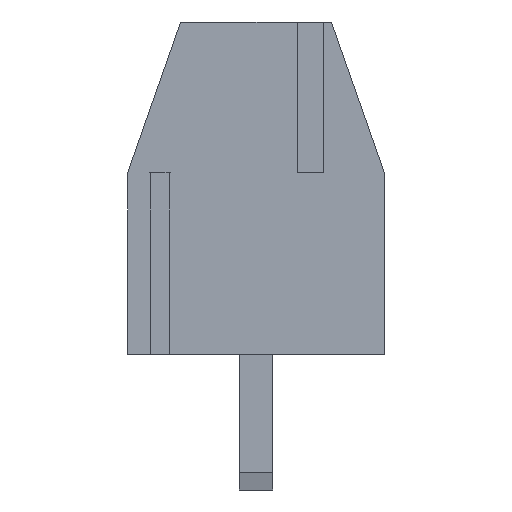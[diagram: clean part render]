
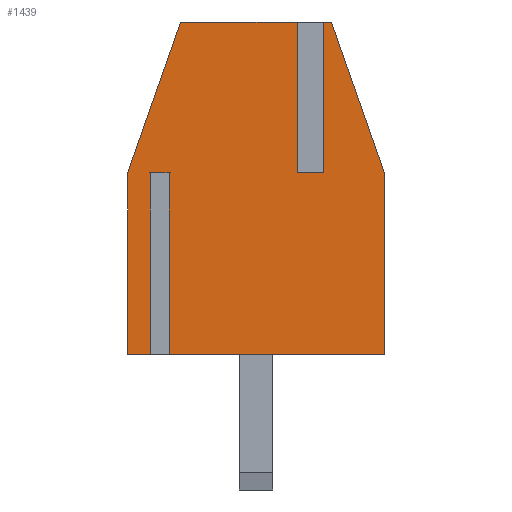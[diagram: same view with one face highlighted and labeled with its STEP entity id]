
A CAD part, left-side view. The second image highlights one B-rep face of the part: STEP entity #1439.
In plain terms, the highlighted planar face has unit normal (-1, 0, 0).
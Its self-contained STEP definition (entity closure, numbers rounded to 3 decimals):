
#1439 = ADVANCED_FACE('',(#1440),#1554,.F.);
#1440 = FACE_BOUND('',#1441,.F.);
#1441 = EDGE_LOOP('',(#1442,#1452,#1460,#1468,#1476,#1484,#1492,#1500,
    #1508,#1516,#1524,#1532,#1540,#1548));
#1442 = ORIENTED_EDGE('',*,*,#1443,.T.);
#1443 = EDGE_CURVE('',#1444,#1446,#1448,.T.);
#1444 = VERTEX_POINT('',#1445);
#1445 = CARTESIAN_POINT('',(-1.75,-2.,8.8));
#1446 = VERTEX_POINT('',#1447);
#1447 = CARTESIAN_POINT('',(-1.75,-3.4,4.8));
#1448 = LINE('',#1449,#1450);
#1449 = CARTESIAN_POINT('',(-1.75,-2.,8.8));
#1450 = VECTOR('',#1451,1.);
#1451 = DIRECTION('',(0.,-0.33,-0.944));
#1452 = ORIENTED_EDGE('',*,*,#1453,.T.);
#1453 = EDGE_CURVE('',#1446,#1454,#1456,.T.);
#1454 = VERTEX_POINT('',#1455);
#1455 = CARTESIAN_POINT('',(-1.75,-3.4,-0.));
#1456 = LINE('',#1457,#1458);
#1457 = CARTESIAN_POINT('',(-1.75,-3.4,4.8));
#1458 = VECTOR('',#1459,1.);
#1459 = DIRECTION('',(0.,0.,-1.));
#1460 = ORIENTED_EDGE('',*,*,#1461,.T.);
#1461 = EDGE_CURVE('',#1454,#1462,#1464,.T.);
#1462 = VERTEX_POINT('',#1463);
#1463 = CARTESIAN_POINT('',(-1.75,2.3,0.));
#1464 = LINE('',#1465,#1466);
#1465 = CARTESIAN_POINT('',(-1.75,-3.4,0.));
#1466 = VECTOR('',#1467,1.);
#1467 = DIRECTION('',(0.,1.,0.));
#1468 = ORIENTED_EDGE('',*,*,#1469,.F.);
#1469 = EDGE_CURVE('',#1470,#1462,#1472,.T.);
#1470 = VERTEX_POINT('',#1471);
#1471 = CARTESIAN_POINT('',(-1.75,2.3,4.8));
#1472 = LINE('',#1473,#1474);
#1473 = CARTESIAN_POINT('',(-1.75,2.3,4.8));
#1474 = VECTOR('',#1475,1.);
#1475 = DIRECTION('',(0.,0.,-1.));
#1476 = ORIENTED_EDGE('',*,*,#1477,.T.);
#1477 = EDGE_CURVE('',#1470,#1478,#1480,.T.);
#1478 = VERTEX_POINT('',#1479);
#1479 = CARTESIAN_POINT('',(-1.75,2.8,4.8));
#1480 = LINE('',#1481,#1482);
#1481 = CARTESIAN_POINT('',(-1.75,2.3,4.8));
#1482 = VECTOR('',#1483,1.);
#1483 = DIRECTION('',(0.,1.,0.));
#1484 = ORIENTED_EDGE('',*,*,#1485,.T.);
#1485 = EDGE_CURVE('',#1478,#1486,#1488,.T.);
#1486 = VERTEX_POINT('',#1487);
#1487 = CARTESIAN_POINT('',(-1.75,2.8,0.));
#1488 = LINE('',#1489,#1490);
#1489 = CARTESIAN_POINT('',(-1.75,2.8,4.8));
#1490 = VECTOR('',#1491,1.);
#1491 = DIRECTION('',(0.,0.,-1.));
#1492 = ORIENTED_EDGE('',*,*,#1493,.T.);
#1493 = EDGE_CURVE('',#1486,#1494,#1496,.T.);
#1494 = VERTEX_POINT('',#1495);
#1495 = CARTESIAN_POINT('',(-1.75,3.4,0.));
#1496 = LINE('',#1497,#1498);
#1497 = CARTESIAN_POINT('',(-1.75,-3.4,0.));
#1498 = VECTOR('',#1499,1.);
#1499 = DIRECTION('',(0.,1.,0.));
#1500 = ORIENTED_EDGE('',*,*,#1501,.T.);
#1501 = EDGE_CURVE('',#1494,#1502,#1504,.T.);
#1502 = VERTEX_POINT('',#1503);
#1503 = CARTESIAN_POINT('',(-1.75,3.4,4.8));
#1504 = LINE('',#1505,#1506);
#1505 = CARTESIAN_POINT('',(-1.75,3.4,0.));
#1506 = VECTOR('',#1507,1.);
#1507 = DIRECTION('',(0.,0.,1.));
#1508 = ORIENTED_EDGE('',*,*,#1509,.T.);
#1509 = EDGE_CURVE('',#1502,#1510,#1512,.T.);
#1510 = VERTEX_POINT('',#1511);
#1511 = CARTESIAN_POINT('',(-1.75,2.,8.8));
#1512 = LINE('',#1513,#1514);
#1513 = CARTESIAN_POINT('',(-1.75,3.4,4.8));
#1514 = VECTOR('',#1515,1.);
#1515 = DIRECTION('',(0.,-0.33,0.944));
#1516 = ORIENTED_EDGE('',*,*,#1517,.T.);
#1517 = EDGE_CURVE('',#1510,#1518,#1520,.T.);
#1518 = VERTEX_POINT('',#1519);
#1519 = CARTESIAN_POINT('',(-1.75,-1.2,8.8));
#1520 = LINE('',#1521,#1522);
#1521 = CARTESIAN_POINT('',(-1.75,2.,8.8));
#1522 = VECTOR('',#1523,1.);
#1523 = DIRECTION('',(0.,-1.,0.));
#1524 = ORIENTED_EDGE('',*,*,#1525,.F.);
#1525 = EDGE_CURVE('',#1526,#1518,#1528,.T.);
#1526 = VERTEX_POINT('',#1527);
#1527 = CARTESIAN_POINT('',(-1.75,-1.2,4.8));
#1528 = LINE('',#1529,#1530);
#1529 = CARTESIAN_POINT('',(-1.75,-1.2,4.8));
#1530 = VECTOR('',#1531,1.);
#1531 = DIRECTION('',(0.,0.,1.));
#1532 = ORIENTED_EDGE('',*,*,#1533,.T.);
#1533 = EDGE_CURVE('',#1526,#1534,#1536,.T.);
#1534 = VERTEX_POINT('',#1535);
#1535 = CARTESIAN_POINT('',(-1.75,-1.7,4.8));
#1536 = LINE('',#1537,#1538);
#1537 = CARTESIAN_POINT('',(-1.75,-1.2,4.8));
#1538 = VECTOR('',#1539,1.);
#1539 = DIRECTION('',(0.,-1.,0.));
#1540 = ORIENTED_EDGE('',*,*,#1541,.T.);
#1541 = EDGE_CURVE('',#1534,#1542,#1544,.T.);
#1542 = VERTEX_POINT('',#1543);
#1543 = CARTESIAN_POINT('',(-1.75,-1.7,8.8));
#1544 = LINE('',#1545,#1546);
#1545 = CARTESIAN_POINT('',(-1.75,-1.7,4.8));
#1546 = VECTOR('',#1547,1.);
#1547 = DIRECTION('',(0.,0.,1.));
#1548 = ORIENTED_EDGE('',*,*,#1549,.T.);
#1549 = EDGE_CURVE('',#1542,#1444,#1550,.T.);
#1550 = LINE('',#1551,#1552);
#1551 = CARTESIAN_POINT('',(-1.75,2.,8.8));
#1552 = VECTOR('',#1553,1.);
#1553 = DIRECTION('',(0.,-1.,0.));
#1554 = PLANE('',#1555);
#1555 = AXIS2_PLACEMENT_3D('',#1556,#1557,#1558);
#1556 = CARTESIAN_POINT('',(-1.75,0.,4.013));
#1557 = DIRECTION('',(1.,0.,0.));
#1558 = DIRECTION('',(0.,0.,1.));
